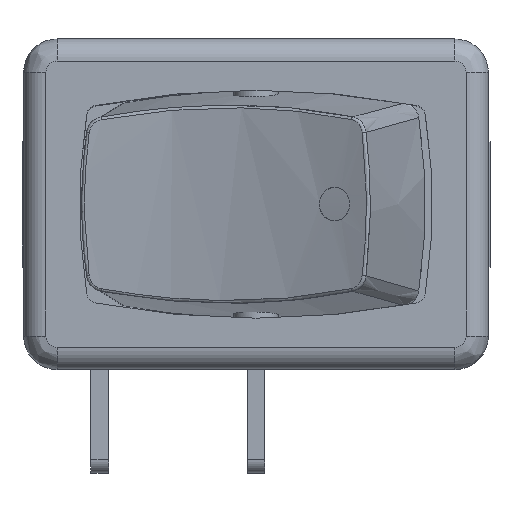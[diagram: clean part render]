
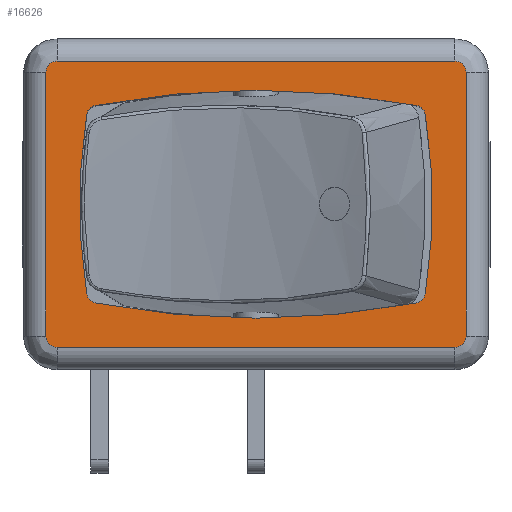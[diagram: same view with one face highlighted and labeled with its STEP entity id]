
A CAD part, top view. The second image highlights one B-rep face of the part: STEP entity #16626.
In plain terms, the highlighted planar face has unit normal (0, 0, 1).
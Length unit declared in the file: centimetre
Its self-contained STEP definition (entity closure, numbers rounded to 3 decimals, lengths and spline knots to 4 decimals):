
#104=FACE_BOUND('',#2906,.T.);
#483=CIRCLE('',#17301,3.82);
#485=CIRCLE('',#17304,0.05);
#487=CIRCLE('',#17307,2.5);
#489=CIRCLE('',#17310,0.05);
#491=CIRCLE('',#17313,3.82);
#493=CIRCLE('',#17316,0.05);
#495=CIRCLE('',#17319,2.5);
#497=CIRCLE('',#17322,0.05);
#501=CIRCLE('',#17328,0.05);
#505=CIRCLE('',#17332,0.05);
#509=CIRCLE('',#17338,0.05);
#513=CIRCLE('',#17342,0.05);
#1044=PLANE('',#17348);
#1931=FACE_OUTER_BOUND('',#2905,.T.);
#2905=EDGE_LOOP('',(#15657,#15658,#15659,#15660,#15661,#15662,#15663,#15664));
#2906=EDGE_LOOP('',(#15665,#15666,#15667,#15668,#15669,#15670,#15671,#15672));
#5195=LINE('',#30260,#6866);
#5197=LINE('',#30296,#6868);
#5200=LINE('',#30303,#6871);
#5202=LINE('',#30334,#6873);
#6866=VECTOR('',#20371,1.);
#6868=VECTOR('',#20391,1.);
#6871=VECTOR('',#20398,1.);
#6873=VECTOR('',#20414,1.);
#8442=VERTEX_POINT('',#30210);
#8443=VERTEX_POINT('',#30212);
#8445=VERTEX_POINT('',#30218);
#8447=VERTEX_POINT('',#30224);
#8449=VERTEX_POINT('',#30230);
#8451=VERTEX_POINT('',#30236);
#8453=VERTEX_POINT('',#30242);
#8455=VERTEX_POINT('',#30248);
#8457=VERTEX_POINT('',#30257);
#8458=VERTEX_POINT('',#30259);
#8461=VERTEX_POINT('',#30274);
#8462=VERTEX_POINT('',#30287);
#8465=VERTEX_POINT('',#30294);
#8466=VERTEX_POINT('',#30299);
#8469=VERTEX_POINT('',#30314);
#8470=VERTEX_POINT('',#30327);
#10825=EDGE_CURVE('',#8443,#8442,#483,.T.);
#10828=EDGE_CURVE('',#8445,#8443,#485,.T.);
#10831=EDGE_CURVE('',#8447,#8445,#487,.T.);
#10834=EDGE_CURVE('',#8449,#8447,#489,.T.);
#10837=EDGE_CURVE('',#8451,#8449,#491,.T.);
#10840=EDGE_CURVE('',#8453,#8451,#493,.T.);
#10843=EDGE_CURVE('',#8455,#8453,#495,.T.);
#10846=EDGE_CURVE('',#8442,#8455,#497,.T.);
#10848=EDGE_CURVE('',#8457,#8458,#5195,.T.);
#10852=EDGE_CURVE('',#8461,#8457,#501,.T.);
#10856=EDGE_CURVE('',#8458,#8462,#505,.T.);
#10858=EDGE_CURVE('',#8465,#8461,#5197,.T.);
#10862=EDGE_CURVE('',#8462,#8466,#5200,.T.);
#10864=EDGE_CURVE('',#8469,#8465,#509,.T.);
#10868=EDGE_CURVE('',#8466,#8470,#513,.T.);
#10870=EDGE_CURVE('',#8470,#8469,#5202,.T.);
#15657=ORIENTED_EDGE('',*,*,#10848,.F.);
#15658=ORIENTED_EDGE('',*,*,#10852,.F.);
#15659=ORIENTED_EDGE('',*,*,#10858,.F.);
#15660=ORIENTED_EDGE('',*,*,#10864,.F.);
#15661=ORIENTED_EDGE('',*,*,#10870,.F.);
#15662=ORIENTED_EDGE('',*,*,#10868,.F.);
#15663=ORIENTED_EDGE('',*,*,#10862,.F.);
#15664=ORIENTED_EDGE('',*,*,#10856,.F.);
#15665=ORIENTED_EDGE('',*,*,#10825,.T.);
#15666=ORIENTED_EDGE('',*,*,#10846,.T.);
#15667=ORIENTED_EDGE('',*,*,#10843,.T.);
#15668=ORIENTED_EDGE('',*,*,#10840,.T.);
#15669=ORIENTED_EDGE('',*,*,#10837,.T.);
#15670=ORIENTED_EDGE('',*,*,#10834,.T.);
#15671=ORIENTED_EDGE('',*,*,#10831,.T.);
#15672=ORIENTED_EDGE('',*,*,#10828,.T.);
#16626=ADVANCED_FACE('',(#1931,#104),#1044,.T.);
#17301=AXIS2_PLACEMENT_3D('',#30213,#20314,#20315);
#17304=AXIS2_PLACEMENT_3D('',#30219,#20321,#20322);
#17307=AXIS2_PLACEMENT_3D('',#30225,#20328,#20329);
#17310=AXIS2_PLACEMENT_3D('',#30231,#20335,#20336);
#17313=AXIS2_PLACEMENT_3D('',#30237,#20342,#20343);
#17316=AXIS2_PLACEMENT_3D('',#30243,#20349,#20350);
#17319=AXIS2_PLACEMENT_3D('',#30249,#20356,#20357);
#17322=AXIS2_PLACEMENT_3D('',#30253,#20363,#20364);
#17328=AXIS2_PLACEMENT_3D('',#30276,#20377,#20378);
#17332=AXIS2_PLACEMENT_3D('',#30291,#20385,#20386);
#17338=AXIS2_PLACEMENT_3D('',#30316,#20401,#20402);
#17342=AXIS2_PLACEMENT_3D('',#30331,#20409,#20410);
#17348=AXIS2_PLACEMENT_3D('',#30344,#20428,#20429);
#20314=DIRECTION('center_axis',(0.,0.,
-1.));
#20315=DIRECTION('ref_axis',(-0.188,-0.982,0.));
#20321=DIRECTION('center_axis',(0.,0.,
-1.));
#20322=DIRECTION('ref_axis',(0.188,-0.982,0.));
#20328=DIRECTION('center_axis',(0.,0.,
-1.));
#20329=DIRECTION('ref_axis',(0.987,-0.16,0.));
#20335=DIRECTION('center_axis',(0.,0.,
-1.));
#20336=DIRECTION('ref_axis',(0.987,0.16,0.));
#20342=DIRECTION('center_axis',(0.,0.,
-1.));
#20343=DIRECTION('ref_axis',(0.188,0.982,0.));
#20349=DIRECTION('center_axis',(0.,0.,
-1.));
#20350=DIRECTION('ref_axis',(-0.188,0.982,0.));
#20356=DIRECTION('center_axis',(0.,0.,
-1.));
#20357=DIRECTION('ref_axis',(-0.987,0.16,0.));
#20363=DIRECTION('center_axis',(0.,0.,
-1.));
#20364=DIRECTION('ref_axis',(-0.987,-0.16,0.));
#20371=DIRECTION('',(0.,1.,0.));
#20377=DIRECTION('center_axis',(0.,0.,
-1.));
#20378=DIRECTION('ref_axis',(-0.707,-0.707,0.));
#20385=DIRECTION('center_axis',(0.,0.,
-1.));
#20386=DIRECTION('ref_axis',(-0.707,0.707,0.));
#20391=DIRECTION('',(-1.,0.,0.));
#20398=DIRECTION('',(1.,0.,0.));
#20401=DIRECTION('center_axis',(0.,0.,
-1.));
#20402=DIRECTION('ref_axis',(0.707,-0.707,0.));
#20409=DIRECTION('center_axis',(0.,0.,
-1.));
#20410=DIRECTION('ref_axis',(0.707,0.707,0.));
#20414=DIRECTION('',(0.,-1.,0.));
#20428=DIRECTION('center_axis',(0.,0.,
1.));
#20429=DIRECTION('ref_axis',(1.,0.,0.));
#30210=CARTESIAN_POINT('',(0.7177,0.442,1.6));
#30212=CARTESIAN_POINT('',(-0.7177,0.442,1.6));
#30213=CARTESIAN_POINT('Origin',(0.,-3.31,1.6));
#30218=CARTESIAN_POINT('',(-0.7576,0.4009,1.6));
#30219=CARTESIAN_POINT('Origin',(-0.7083,0.3929,1.6));
#30224=CARTESIAN_POINT('',(-0.7576,-0.4009,1.6));
#30225=CARTESIAN_POINT('Origin',(1.71,0.,1.6));
#30230=CARTESIAN_POINT('',(-0.7177,-0.442,1.6));
#30231=CARTESIAN_POINT('Origin',(-0.7083,-0.3929,
1.6));
#30236=CARTESIAN_POINT('',(0.7177,-0.442,1.6));
#30237=CARTESIAN_POINT('Origin',(0.,3.31,1.6));
#30242=CARTESIAN_POINT('',(0.7576,-0.4009,1.6));
#30243=CARTESIAN_POINT('Origin',(0.7083,-0.3929,1.6));
#30248=CARTESIAN_POINT('',(0.7576,0.4009,1.6));
#30249=CARTESIAN_POINT('Origin',(-1.71,0.,1.6));
#30253=CARTESIAN_POINT('Origin',(0.7083,0.3929,1.6));
#30257=CARTESIAN_POINT('',(-0.94,-0.59,1.6));
#30259=CARTESIAN_POINT('',(-0.94,0.59,1.6));
#30260=CARTESIAN_POINT('',(-0.94,-0.295,1.6));
#30274=CARTESIAN_POINT('',(-0.89,-0.64,1.6));
#30276=CARTESIAN_POINT('Origin',(-0.89,-0.59,1.6));
#30287=CARTESIAN_POINT('',(-0.89,0.64,1.6));
#30291=CARTESIAN_POINT('Origin',(-0.89,0.59,1.6));
#30294=CARTESIAN_POINT('',(0.89,-0.64,1.6));
#30296=CARTESIAN_POINT('',(0.445,-0.64,1.6));
#30299=CARTESIAN_POINT('',(0.89,0.64,1.6));
#30303=CARTESIAN_POINT('',(-0.445,0.64,1.6));
#30314=CARTESIAN_POINT('',(0.94,-0.59,1.6));
#30316=CARTESIAN_POINT('Origin',(0.89,-0.59,1.6));
#30327=CARTESIAN_POINT('',(0.94,0.59,1.6));
#30331=CARTESIAN_POINT('Origin',(0.89,0.59,1.6));
#30334=CARTESIAN_POINT('',(0.94,0.295,1.6));
#30344=CARTESIAN_POINT('Origin',(0.,0.,
1.6));
